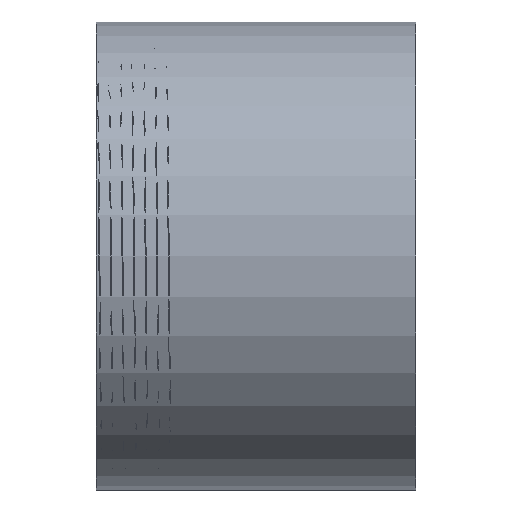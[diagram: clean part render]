
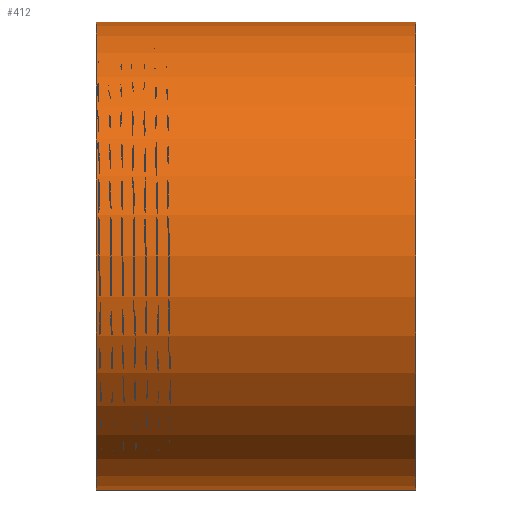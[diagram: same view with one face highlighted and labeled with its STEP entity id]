
A CAD part, front view. The second image highlights one B-rep face of the part: STEP entity #412.
In plain terms, the highlighted cylindrical face has radius 10.125 mm (diameter 20.25 mm), a full revolution.
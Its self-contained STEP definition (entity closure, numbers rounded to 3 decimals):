
#46=FACE_OUTER_BOUND('',#73,.T.);
#73=EDGE_LOOP('',(#360,#361,#362,#363));
#82=CIRCLE('',#437,10.125);
#86=CIRCLE('',#446,10.125);
#136=LINE('',#2568,#152);
#152=VECTOR('',#524,10.125);
#188=VERTEX_POINT('',#1487);
#192=VERTEX_POINT('',#2567);
#239=EDGE_CURVE('',#188,#188,#82,.T.);
#251=EDGE_CURVE('',#188,#192,#136,.T.);
#252=EDGE_CURVE('',#192,#192,#86,.T.);
#360=ORIENTED_EDGE('',*,*,#239,.F.);
#361=ORIENTED_EDGE('',*,*,#251,.T.);
#362=ORIENTED_EDGE('',*,*,#252,.T.);
#363=ORIENTED_EDGE('',*,*,#251,.F.);
#389=CYLINDRICAL_SURFACE('',#445,10.125);
#412=ADVANCED_FACE('',(#46),#389,.T.);
#437=AXIS2_PLACEMENT_3D('',#1488,#504,#505);
#445=AXIS2_PLACEMENT_3D('',#2566,#522,#523);
#446=AXIS2_PLACEMENT_3D('',#2569,#525,#526);
#504=DIRECTION('center_axis',(1.,0.,0.));
#505=DIRECTION('ref_axis',(0.,0.,-1.));
#522=DIRECTION('center_axis',(1.,0.,0.));
#523=DIRECTION('ref_axis',(0.,1.,0.));
#524=DIRECTION('',(-1.,0.,0.));
#525=DIRECTION('center_axis',(1.,0.,0.));
#526=DIRECTION('ref_axis',(0.,0.,-1.));
#1487=CARTESIAN_POINT('',(128.845,-10.125,0.));
#1488=CARTESIAN_POINT('Origin',(128.845,0.,
0.));
#2566=CARTESIAN_POINT('Origin',(116.64,0.,0.));
#2567=CARTESIAN_POINT('',(115.04,-10.125,0.));
#2568=CARTESIAN_POINT('',(116.64,-10.125,0.));
#2569=CARTESIAN_POINT('Origin',(115.04,0.,0.));
